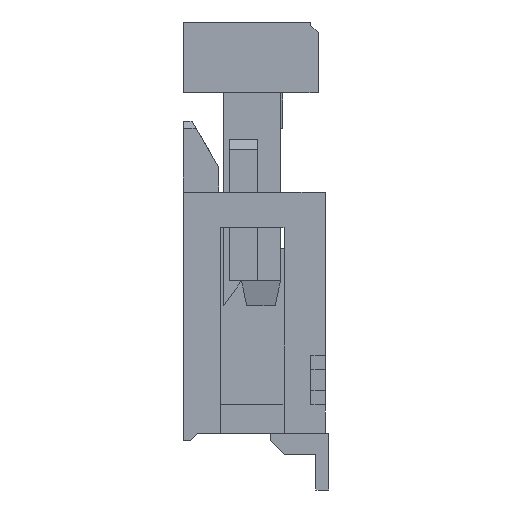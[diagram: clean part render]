
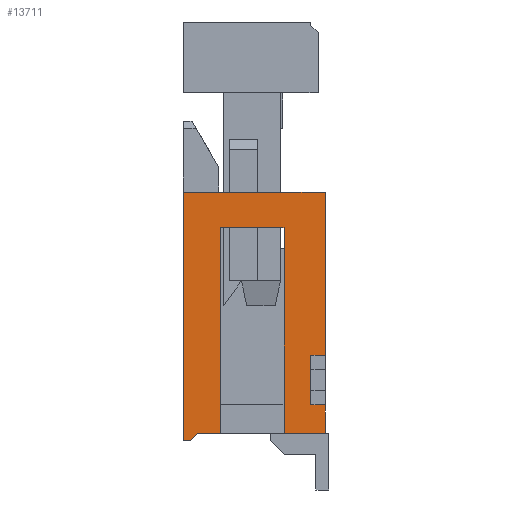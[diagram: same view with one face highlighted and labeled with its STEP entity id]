
A CAD part, left-side view. The second image highlights one B-rep face of the part: STEP entity #13711.
In plain terms, the highlighted planar face has unit normal (-1, 0, 0).
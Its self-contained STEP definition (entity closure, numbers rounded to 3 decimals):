
#13=DIRECTION('',(0.,-1.,0.));
#14=VECTOR('',#13,0.1);
#15=CARTESIAN_POINT('',(-8.3,2.,0.));
#16=LINE('',#15,#14);
#17=DIRECTION('',(0.,1.,0.));
#18=VECTOR('',#17,0.9);
#19=CARTESIAN_POINT('',(-8.3,0.58,3.));
#20=LINE('',#19,#18);
#21=DIRECTION('',(0.,0.,1.));
#22=VECTOR('',#21,2.9);
#23=CARTESIAN_POINT('',(-8.3,1.48,0.1));
#24=LINE('',#23,#22);
#25=DIRECTION('',(0.,1.,0.));
#26=VECTOR('',#25,0.32);
#27=CARTESIAN_POINT('',(-8.3,1.48,0.1));
#28=LINE('',#27,#26);
#29=DIRECTION('',(0.,-0.707,0.707));
#30=VECTOR('',#29,0.141);
#31=CARTESIAN_POINT('',(-8.3,1.9,0.));
#32=LINE('',#31,#30);
#33=DIRECTION('',(0.,0.,1.));
#34=VECTOR('',#33,3.5);
#35=CARTESIAN_POINT('',(-8.3,2.,0.));
#36=LINE('',#35,#34);
#37=DIRECTION('',(0.,1.,0.));
#38=VECTOR('',#37,0.2);
#39=CARTESIAN_POINT('',(-8.3,0.,1.2));
#40=LINE('',#39,#38);
#41=DIRECTION('',(0.,0.,-1.));
#42=VECTOR('',#41,0.7);
#43=CARTESIAN_POINT('',(-8.3,0.2,1.2));
#44=LINE('',#43,#42);
#45=DIRECTION('',(0.,1.,0.));
#46=VECTOR('',#45,0.2);
#47=CARTESIAN_POINT('',(-8.3,0.,0.5));
#48=LINE('',#47,#46);
#49=DIRECTION('',(0.,1.,0.));
#50=VECTOR('',#49,0.58);
#51=CARTESIAN_POINT('',(-8.3,0.,0.1));
#52=LINE('',#51,#50);
#53=DIRECTION('',(0.,0.,1.));
#54=VECTOR('',#53,2.9);
#55=CARTESIAN_POINT('',(-8.3,0.58,0.1));
#56=LINE('',#55,#54);
#377=DIRECTION('',(0.,-1.,0.));
#378=VECTOR('',#377,2.);
#379=CARTESIAN_POINT('',(-8.3,2.,3.5));
#380=LINE('',#379,#378);
#773=DIRECTION('',(0.,0.,1.));
#774=VECTOR('',#773,0.4);
#775=CARTESIAN_POINT('',(-8.3,0.,0.1));
#776=LINE('',#775,#774);
#805=DIRECTION('',(0.,0.,1.));
#806=VECTOR('',#805,2.3);
#807=CARTESIAN_POINT('',(-8.3,0.,1.2));
#808=LINE('',#807,#806);
#10332=CARTESIAN_POINT('',(-8.3,2.,0.));
#10334=VERTEX_POINT('',#10332);
#10335=CARTESIAN_POINT('',(-8.3,0.,3.5));
#10337=VERTEX_POINT('',#10335);
#10341=CARTESIAN_POINT('',(-8.3,2.,3.5));
#10342=VERTEX_POINT('',#10341);
#10391=CARTESIAN_POINT('',(-8.3,0.,1.2));
#10392=VERTEX_POINT('',#10391);
#10399=CARTESIAN_POINT('',(-8.3,0.2,1.2));
#10400=CARTESIAN_POINT('',(-8.3,0.2,0.5));
#10401=VERTEX_POINT('',#10399);
#10402=VERTEX_POINT('',#10400);
#10529=CARTESIAN_POINT('',(-8.3,0.58,3.));
#10530=CARTESIAN_POINT('',(-8.3,1.48,3.));
#10531=VERTEX_POINT('',#10529);
#10532=VERTEX_POINT('',#10530);
#10533=CARTESIAN_POINT('',(-8.3,0.58,0.1));
#10534=VERTEX_POINT('',#10533);
#10535=CARTESIAN_POINT('',(-8.3,1.48,0.1));
#10536=VERTEX_POINT('',#10535);
#10815=CARTESIAN_POINT('',(-8.3,1.9,0.));
#10817=VERTEX_POINT('',#10815);
#10821=CARTESIAN_POINT('',(-8.3,1.8,0.1));
#10822=VERTEX_POINT('',#10821);
#10823=CARTESIAN_POINT('',(-8.3,0.,0.1));
#10824=CARTESIAN_POINT('',(-8.3,0.,0.5));
#10825=VERTEX_POINT('',#10823);
#10826=VERTEX_POINT('',#10824);
#13678=CARTESIAN_POINT('',(-8.3,2.,0.));
#13679=DIRECTION('',(-1.,0.,0.));
#13680=DIRECTION('',(0.,-1.,0.));
#13681=AXIS2_PLACEMENT_3D('',#13678,#13679,#13680);
#13682=PLANE('',#13681);
#13684=ORIENTED_EDGE('',*,*,#13683,.T.);
#13686=ORIENTED_EDGE('',*,*,#13685,.F.);
#13688=ORIENTED_EDGE('',*,*,#13687,.T.);
#13689=ORIENTED_EDGE('',*,*,#13669,.F.);
#13690=ORIENTED_EDGE('',*,*,#13658,.F.);
#13692=ORIENTED_EDGE('',*,*,#13691,.T.);
#13694=ORIENTED_EDGE('',*,*,#13693,.T.);
#13696=ORIENTED_EDGE('',*,*,#13695,.F.);
#13698=ORIENTED_EDGE('',*,*,#13697,.T.);
#13700=ORIENTED_EDGE('',*,*,#13699,.T.);
#13702=ORIENTED_EDGE('',*,*,#13701,.F.);
#13704=ORIENTED_EDGE('',*,*,#13703,.F.);
#13706=ORIENTED_EDGE('',*,*,#13705,.T.);
#13708=ORIENTED_EDGE('',*,*,#13707,.T.);
#13709=EDGE_LOOP('',(#13684,#13686,#13688,#13689,#13690,#13692,#13694,#13696,
#13698,#13700,#13702,#13704,#13706,#13708));
#13710=FACE_OUTER_BOUND('',#13709,.F.);
#13711=ADVANCED_FACE('',(#13710),#13682,.T.);
#13658=EDGE_CURVE('',#10334,#10817,#16,.T.);
#13669=EDGE_CURVE('',#10817,#10822,#32,.T.);
#13683=EDGE_CURVE('',#10531,#10532,#20,.T.);
#13685=EDGE_CURVE('',#10536,#10532,#24,.T.);
#13687=EDGE_CURVE('',#10536,#10822,#28,.T.);
#13691=EDGE_CURVE('',#10334,#10342,#36,.T.);
#13693=EDGE_CURVE('',#10342,#10337,#380,.T.);
#13695=EDGE_CURVE('',#10392,#10337,#808,.T.);
#13697=EDGE_CURVE('',#10392,#10401,#40,.T.);
#13699=EDGE_CURVE('',#10401,#10402,#44,.T.);
#13701=EDGE_CURVE('',#10826,#10402,#48,.T.);
#13703=EDGE_CURVE('',#10825,#10826,#776,.T.);
#13705=EDGE_CURVE('',#10825,#10534,#52,.T.);
#13707=EDGE_CURVE('',#10534,#10531,#56,.T.);
